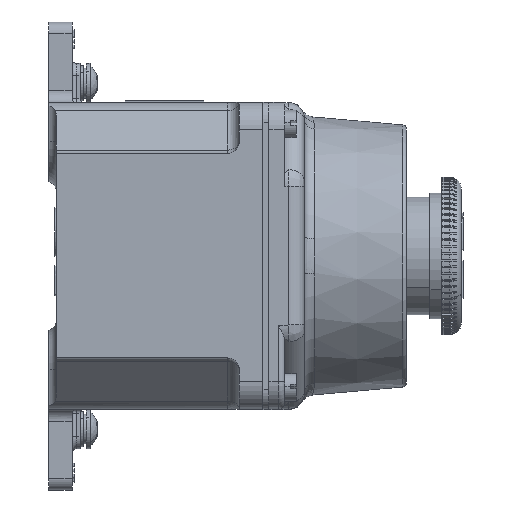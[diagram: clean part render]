
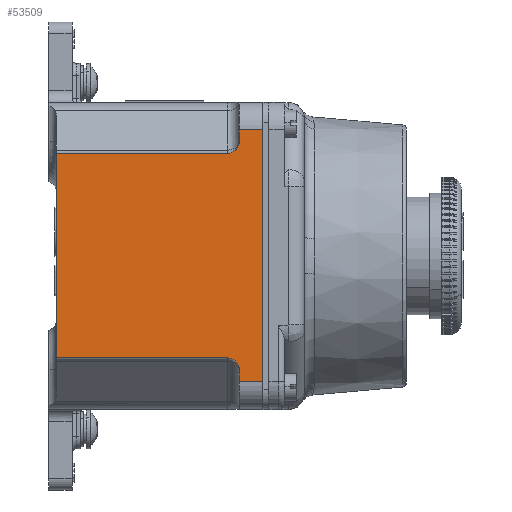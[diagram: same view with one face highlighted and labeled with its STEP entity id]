
A CAD part, top view. The second image highlights one B-rep face of the part: STEP entity #53509.
In plain terms, the highlighted planar face has unit normal (0, 0, 1).
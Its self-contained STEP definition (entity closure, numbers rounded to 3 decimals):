
#624 = FACE_OUTER_BOUND ( 'NONE', #87236, .T. ) ;
#1039 = DIRECTION ( 'NONE',  ( 0., 0., -1. ) ) ;
#2416 = CARTESIAN_POINT ( 'NONE',  ( -29., 48.5, 42. ) ) ;
#3602 = CARTESIAN_POINT ( 'NONE',  ( 26., 45.5, 42. ) ) ;
#5194 = VERTEX_POINT ( 'NONE', #15430 ) ;
#6182 = CARTESIAN_POINT ( 'NONE',  ( -26., 45.5, 42. ) ) ;
#8406 = VECTOR ( 'NONE', #70182, 1000. ) ;
#8973 = CARTESIAN_POINT ( 'NONE',  ( -26., 78.354, 42. ) ) ;
#11828 = VECTOR ( 'NONE', #90276, 1000. ) ;
#12821 = LINE ( 'NONE', #77030, #8406 ) ;
#13954 = VERTEX_POINT ( 'NONE', #71884 ) ;
#15430 = CARTESIAN_POINT ( 'NONE',  ( 26., 2., 42. ) ) ;
#15920 = CARTESIAN_POINT ( 'NONE',  ( -39., 54.5, 42. ) ) ;
#17356 = VERTEX_POINT ( 'NONE', #66370 ) ;
#18045 = ORIENTED_EDGE ( 'NONE', *, *, #73988, .T. ) ;
#20952 = CARTESIAN_POINT ( 'NONE',  ( -39., 48.5, 42. ) ) ;
#23078 = DIRECTION ( 'NONE',  ( -1., 0., 0. ) ) ;
#23175 = PLANE ( 'NONE',  #82935 ) ;
#23238 = DIRECTION ( 'NONE',  ( 0., -1., 0. ) ) ;
#23628 = EDGE_CURVE ( 'NONE', #83457, #84456, #60901, .T. ) ;
#24312 = VERTEX_POINT ( 'NONE', #54849 ) ;
#24417 = CARTESIAN_POINT ( 'NONE',  ( -29., 45.5, 42. ) ) ;
#24988 = LINE ( 'NONE', #20952, #60544 ) ;
#26231 = AXIS2_PLACEMENT_3D ( 'NONE', #43560, #1039, #50630 ) ;
#30990 = LINE ( 'NONE', #8973, #85477 ) ;
#31544 = DIRECTION ( 'NONE',  ( 1., 0., 0. ) ) ;
#31643 = ORIENTED_EDGE ( 'NONE', *, *, #48460, .F. ) ;
#32992 = EDGE_CURVE ( 'NONE', #84456, #13954, #86269, .T. ) ;
#33031 = ORIENTED_EDGE ( 'NONE', *, *, #88126, .T. ) ;
#37465 = DIRECTION ( 'NONE',  ( 0., 0., 1. ) ) ;
#37726 = CIRCLE ( 'NONE', #58744, 3. ) ;
#37766 = ORIENTED_EDGE ( 'NONE', *, *, #80253, .F. ) ;
#38113 = CARTESIAN_POINT ( 'NONE',  ( 32., 54.5, 42. ) ) ;
#38174 = CIRCLE ( 'NONE', #26231, 3. ) ;
#42058 = VECTOR ( 'NONE', #23078, 1000. ) ;
#42687 = VERTEX_POINT ( 'NONE', #67771 ) ;
#43560 = CARTESIAN_POINT ( 'NONE',  ( 29., 45.5, 42. ) ) ;
#44849 = LINE ( 'NONE', #47282, #82603 ) ;
#44868 = VERTEX_POINT ( 'NONE', #6182 ) ;
#44947 = ORIENTED_EDGE ( 'NONE', *, *, #46919, .T. ) ;
#46919 = EDGE_CURVE ( 'NONE', #42687, #24312, #49584, .T. ) ;
#47262 = ORIENTED_EDGE ( 'NONE', *, *, #91338, .T. ) ;
#47282 = CARTESIAN_POINT ( 'NONE',  ( 32., 54.5, 42. ) ) ;
#48441 = VECTOR ( 'NONE', #87993, 1000. ) ;
#48460 = EDGE_CURVE ( 'NONE', #5194, #17356, #74868, .T. ) ;
#49584 = LINE ( 'NONE', #83058, #11828 ) ;
#50630 = DIRECTION ( 'NONE',  ( 1., 0., 0. ) ) ;
#53509 = ADVANCED_FACE ( 'NONE', ( #624 ), #23175, .T. ) ;
#54411 = DIRECTION ( 'NONE',  ( 0., 1., 0. ) ) ;
#54849 = CARTESIAN_POINT ( 'NONE',  ( 32., 48.5, 42. ) ) ;
#56321 = DIRECTION ( 'NONE',  ( 1., 0., 0. ) ) ;
#58545 = ORIENTED_EDGE ( 'NONE', *, *, #60033, .T. ) ;
#58744 = AXIS2_PLACEMENT_3D ( 'NONE', #24417, #74039, #31544 ) ;
#60033 = EDGE_CURVE ( 'NONE', #13954, #70548, #24988, .T. ) ;
#60544 = VECTOR ( 'NONE', #56321, 1000. ) ;
#60901 = LINE ( 'NONE', #15920, #42058 ) ;
#63474 = DIRECTION ( 'NONE',  ( -1., 0., 0. ) ) ;
#65067 = CARTESIAN_POINT ( 'NONE',  ( -39., 0., 42. ) ) ;
#66370 = CARTESIAN_POINT ( 'NONE',  ( -26., 2., 42. ) ) ;
#66403 = ORIENTED_EDGE ( 'NONE', *, *, #88328, .T. ) ;
#67771 = CARTESIAN_POINT ( 'NONE',  ( 29., 48.5, 42. ) ) ;
#68228 = ORIENTED_EDGE ( 'NONE', *, *, #32992, .T. ) ;
#70182 = DIRECTION ( 'NONE',  ( 0., -1., 0. ) ) ;
#70548 = VERTEX_POINT ( 'NONE', #2416 ) ;
#71884 = CARTESIAN_POINT ( 'NONE',  ( -32., 48.5, 42. ) ) ;
#73988 = EDGE_CURVE ( 'NONE', #70548, #44868, #37726, .T. ) ;
#74039 = DIRECTION ( 'NONE',  ( 0., 0., -1. ) ) ;
#74470 = VERTEX_POINT ( 'NONE', #3602 ) ;
#74868 = LINE ( 'NONE', #77424, #89390 ) ;
#77030 = CARTESIAN_POINT ( 'NONE',  ( 26., 78.354, 42. ) ) ;
#77424 = CARTESIAN_POINT ( 'NONE',  ( 39., 2., 42. ) ) ;
#78234 = CARTESIAN_POINT ( 'NONE',  ( -32., 54.5, 42. ) ) ;
#80253 = EDGE_CURVE ( 'NONE', #74470, #5194, #12821, .T. ) ;
#82603 = VECTOR ( 'NONE', #54411, 1000. ) ;
#82935 = AXIS2_PLACEMENT_3D ( 'NONE', #65067, #37465, #87163 ) ;
#83058 = CARTESIAN_POINT ( 'NONE',  ( 39., 48.5, 42. ) ) ;
#83457 = VERTEX_POINT ( 'NONE', #38113 ) ;
#84456 = VERTEX_POINT ( 'NONE', #78234 ) ;
#85477 = VECTOR ( 'NONE', #23238, 1000. ) ;
#85621 = ORIENTED_EDGE ( 'NONE', *, *, #23628, .T. ) ;
#86269 = LINE ( 'NONE', #88283, #48441 ) ;
#87163 = DIRECTION ( 'NONE',  ( 1., 0., 0. ) ) ;
#87236 = EDGE_LOOP ( 'NONE', ( #37766, #66403, #44947, #33031, #85621, #68228, #58545, #18045, #47262, #31643 ) ) ;
#87993 = DIRECTION ( 'NONE',  ( 0., -1., 0. ) ) ;
#88126 = EDGE_CURVE ( 'NONE', #24312, #83457, #44849, .T. ) ;
#88283 = CARTESIAN_POINT ( 'NONE',  ( -32., 48.5, 42. ) ) ;
#88328 = EDGE_CURVE ( 'NONE', #74470, #42687, #38174, .T. ) ;
#89390 = VECTOR ( 'NONE', #63474, 1000. ) ;
#90276 = DIRECTION ( 'NONE',  ( 1., 0., 0. ) ) ;
#91338 = EDGE_CURVE ( 'NONE', #44868, #17356, #30990, .T. ) ;
